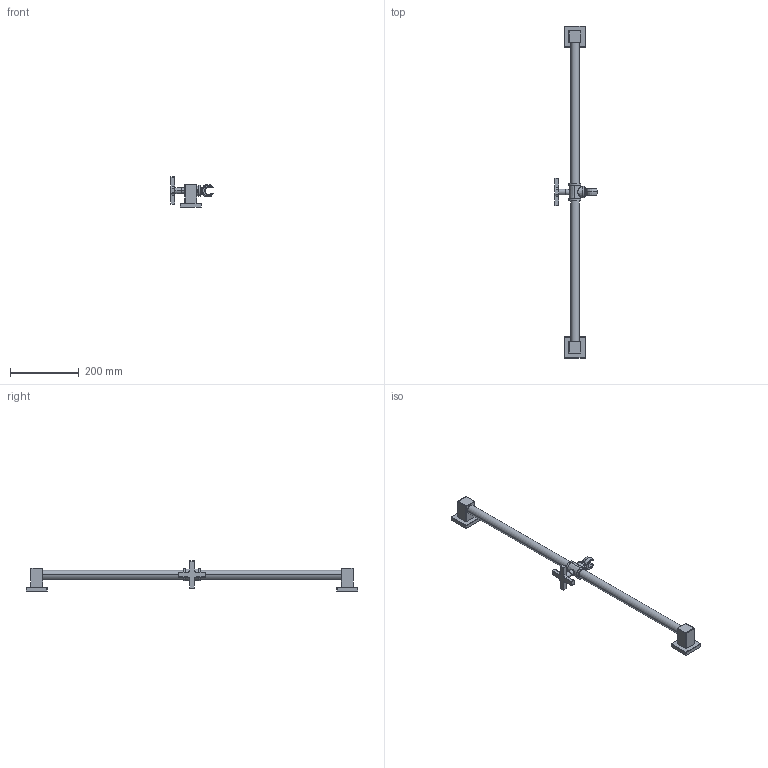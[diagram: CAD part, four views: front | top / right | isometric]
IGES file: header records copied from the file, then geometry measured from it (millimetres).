
Start section:  PTC IGES file: 295-1.igs
Global section: file name: 295-1.igs; native system: Creo Parametric by PTC Inc.; preprocessor: 2023134; author: rsmith; organization: Unknown; date: 20241113.094255; units: inch
Bounding box: 123.6 x 963.29 x 87.25 mm (x, y, z)
Surface area: 129000.6 mm2 (no closed solid volume)
Topology: 0 solids, 0 shells, 256 faces, 1094 edges, 1092 vertices
Faces by surface type: revolution 177, bspline 79
